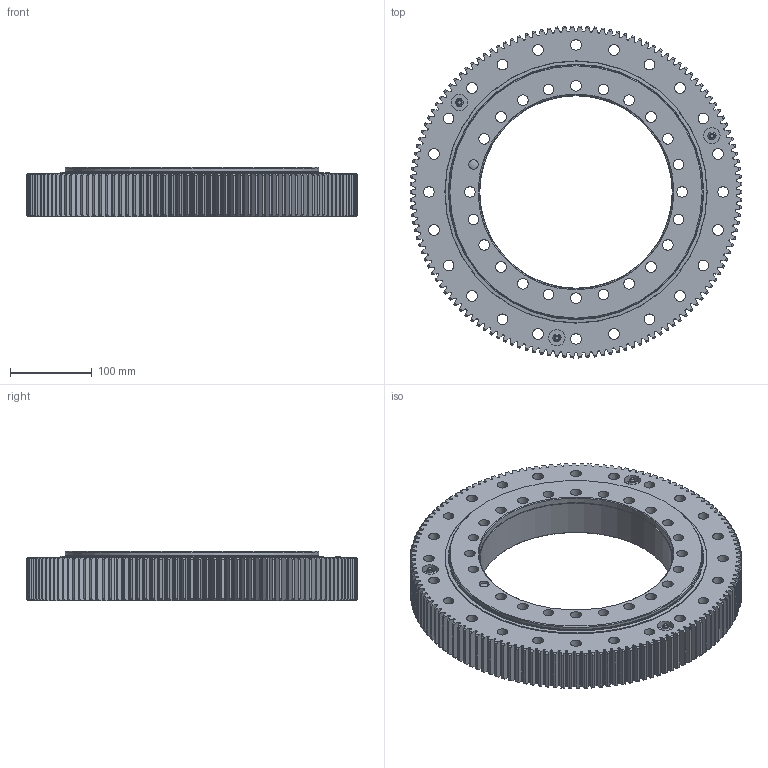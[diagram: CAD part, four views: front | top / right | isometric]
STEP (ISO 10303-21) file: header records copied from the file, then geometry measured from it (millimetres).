
FILE_DESCRIPTION(/* description */ ('9E-1Z20-0309-0628'),/* implementation_level */ '2;1');
FILE_NAME(/* name */ '9E-1Z20-0309-0628_STP_.stp',/* time_stamp */ '2017-11-20T07:40:48+01:00',/* author */ ('milan.celko'),/* organization */ ('PSL, a.s.'),/* preprocessor_version */ 'ST-DEVELOPER v16.5',/* originating_system */ 'Autodesk Inventor 2017',/* authorisation */ '');
FILE_SCHEMA (('AUTOMOTIVE_DESIGN { 1 0 10303 214 3 1 1 }'));
Length unit declared in the file: millimetre
Products named in the file (1): 9-0628-08
Bounding box: 405.3 x 405.24 x 60 mm (x, y, z)
Volume: 3900333.1 mm3; surface area: 542736.6 mm2
Topology: 1 solids, 7 shells, 1303 faces, 3785 edges, 2513 vertices
Faces by surface type: cylinder 616, cone 333, plane 321, torus 28, sphere 5
Full cylindrical faces by diameter (mm): 4 x6, 6.647 x3, 13 x47, 20 x3, 30 x1, 235 x1, 237 x1, 277.716 x1, 300 x1, 300.2 x1, 307 x3, 308.8 x1, 309.2 x1, 310 x2, 311 x3, 317.8 x1, 318 x1
Entity records: 44414 total; most frequent: DIRECTION 8216, CARTESIAN_POINT 7699, ORIENTED_EDGE 7134, EDGE_CURVE 3565, AXIS2_PLACEMENT_3D 3429, VERTEX_POINT 2433, CIRCLE 2125, EDGE_LOOP 1568
